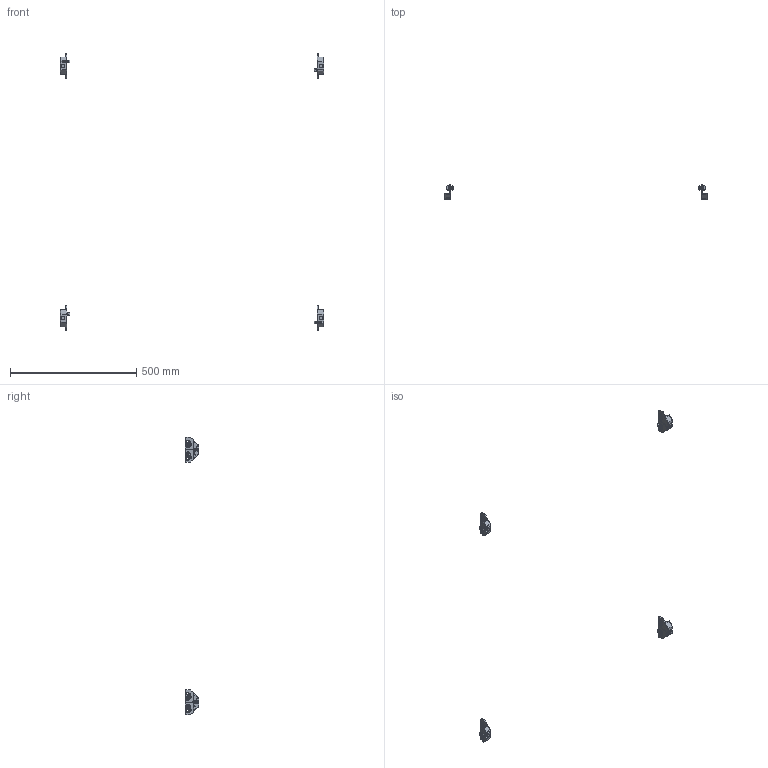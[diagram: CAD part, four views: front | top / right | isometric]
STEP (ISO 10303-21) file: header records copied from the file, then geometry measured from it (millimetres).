
FILE_DESCRIPTION(('STEP AP214'),'1');
FILE_NAME('cctmp_35510539-028A-491B-8D40-B80076B8F071_2020_11_3_15_40_27_409..stp','2020-11-03T14:40:28',('Bosch Rexroth AG'),('CADClick - www.CADClick.com'),'Spatial InterOp 3D',' ','unknown authorization - (Healing Option Enabled)');
FILE_SCHEMA(('AUTOMOTIVE_DESIGN'));
Length unit declared in the file: millimetre
Products named in the file (1): 1
Bounding box: 1043 x 54.02 x 1099 mm (x, y, z)
Volume: 161420.3 mm3; surface area: 71772 mm2
Topology: 8 solids, 8 shells, 840 faces, 2292 edges, 1480 vertices
Faces by surface type: plane 380, cylinder 308, cone 136, sphere 16
Entity records: 36268 total; most frequent: CARTESIAN_POINT 7876, ORIENTED_EDGE 4552, DIRECTION 4532, EDGE_CURVE 2276, AXIS2_PLACEMENT_3D 1584, VERTEX_POINT 1480, LINE 1364, VECTOR 1364
